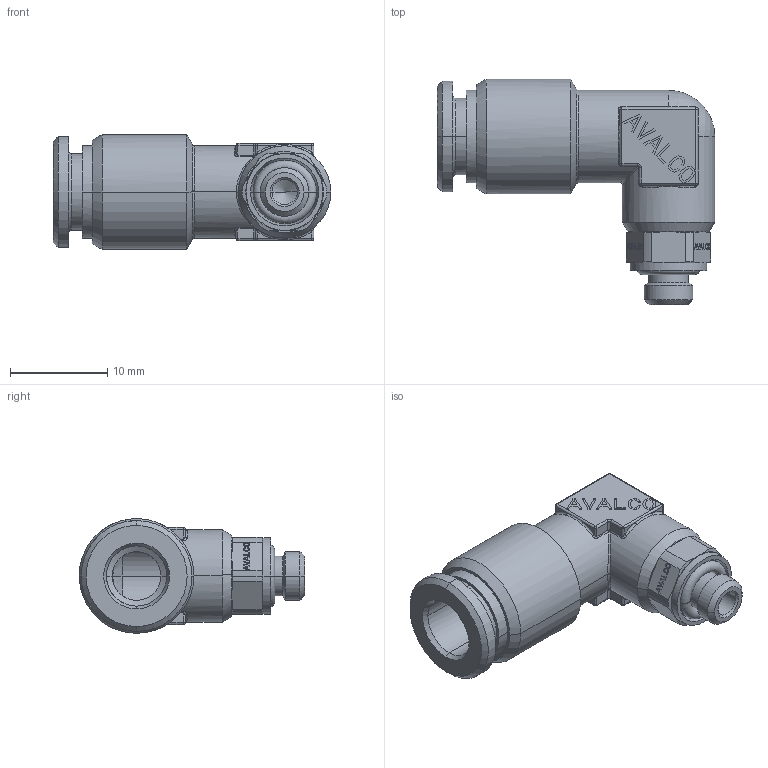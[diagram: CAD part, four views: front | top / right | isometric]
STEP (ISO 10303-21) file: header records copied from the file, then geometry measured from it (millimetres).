
FILE_DESCRIPTION(('CATIA V5 STEP Exchange'),'2;1');
FILE_NAME('PR507B-06M5H.stp','2018-04-14T14:57:59+00:00',('none'),('none'),'CATIA Version 5 Release 21 GA (IN-10)','CATIA V5 STEP AP203','none');
FILE_SCHEMA(('CONFIG_CONTROL_DESIGN'));
Length unit declared in the file: millimetre
Products named in the file (1): PR507B-06M5H
Bounding box: 28.55 x 23.2 x 11.8 mm (x, y, z)
Volume: 2029.9 mm3; surface area: 2438.1 mm2
Topology: 2 solids, 2 shells, 774 faces, 2033 edges, 1308 vertices
Faces by surface type: plane 596, cylinder 76, cone 42, torus 28, sphere 16, bspline 16
Entity records: 24273 total; most frequent: CARTESIAN_POINT 5997, ORIENTED_EDGE 4058, DIRECTION 3184, EDGE_CURVE 2029, VECTOR 1693, LINE 1693, VERTEX_POINT 1308, AXIS2_PLACEMENT_3D 843
